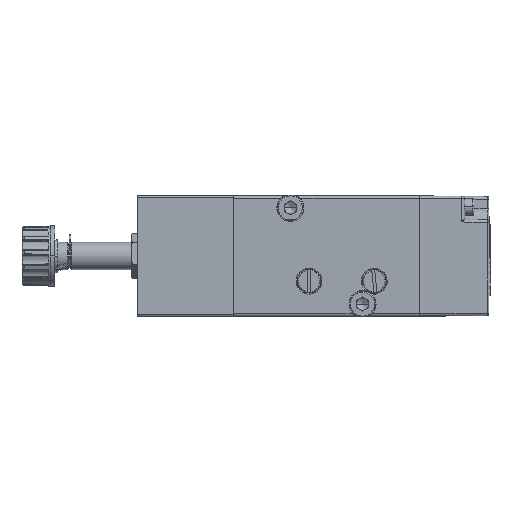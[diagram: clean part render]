
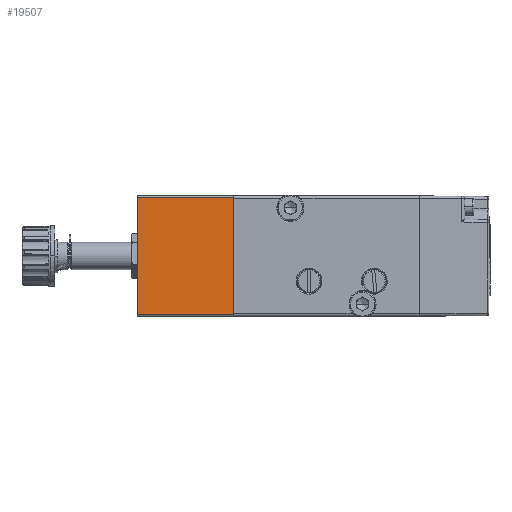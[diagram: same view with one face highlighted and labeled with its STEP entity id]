
A CAD part, top view. The second image highlights one B-rep face of the part: STEP entity #19507.
In plain terms, the highlighted planar face has unit normal (0, 0, 1).
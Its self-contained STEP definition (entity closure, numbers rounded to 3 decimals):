
#5416 = VERTEX_POINT ( 'NONE', #11551 ) ;
#6321 = DIRECTION ( 'NONE',  ( -1., 0., 0. ) ) ;
#7629 = FACE_OUTER_BOUND ( 'NONE', #44547, .T. ) ;
#10174 = ORIENTED_EDGE ( 'NONE', *, *, #39529, .F. ) ;
#10580 = VECTOR ( 'NONE', #64580, 1000. ) ;
#11551 = CARTESIAN_POINT ( 'NONE',  ( -63., 39.5, 25. ) ) ;
#16056 = VECTOR ( 'NONE', #6321, 1000. ) ;
#17198 = LINE ( 'NONE', #20019, #57527 ) ;
#18032 = LINE ( 'NONE', #65883, #10580 ) ;
#19507 = ADVANCED_FACE ( 'NONE', ( #7629 ), #23689, .F. ) ;
#20019 = CARTESIAN_POINT ( 'NONE',  ( -31., 39.5, 25. ) ) ;
#22011 = VECTOR ( 'NONE', #50091, 1000. ) ;
#22586 = ORIENTED_EDGE ( 'NONE', *, *, #37213, .F. ) ;
#22613 = EDGE_CURVE ( 'NONE', #45775, #5416, #18032, .T. ) ;
#22625 = DIRECTION ( 'NONE',  ( 0., 1., 0. ) ) ;
#22717 = DIRECTION ( 'NONE',  ( 0., 0., -1. ) ) ;
#22887 = CARTESIAN_POINT ( 'NONE',  ( -31., 40., 25. ) ) ;
#23662 = CARTESIAN_POINT ( 'NONE',  ( -31., 0.5, 25. ) ) ;
#23689 = PLANE ( 'NONE',  #43770 ) ;
#25662 = DIRECTION ( 'NONE',  ( 1., 0., 0. ) ) ;
#28497 = CARTESIAN_POINT ( 'NONE',  ( -31., 0.5, 25. ) ) ;
#30042 = CARTESIAN_POINT ( 'NONE',  ( -31., 39.5, 25. ) ) ;
#30574 = ORIENTED_EDGE ( 'NONE', *, *, #22613, .F. ) ;
#37213 = EDGE_CURVE ( 'NONE', #5416, #52596, #17198, .T. ) ;
#39529 = EDGE_CURVE ( 'NONE', #52596, #42825, #63734, .T. ) ;
#42825 = VERTEX_POINT ( 'NONE', #23662 ) ;
#43614 = LINE ( 'NONE', #28497, #16056 ) ;
#43770 = AXIS2_PLACEMENT_3D ( 'NONE', #22887, #22717, #22625 ) ;
#44547 = EDGE_LOOP ( 'NONE', ( #30574, #69134, #10174, #22586 ) ) ;
#45775 = VERTEX_POINT ( 'NONE', #50407 ) ;
#49868 = CARTESIAN_POINT ( 'NONE',  ( -31., 40., 25. ) ) ;
#50091 = DIRECTION ( 'NONE',  ( 0., -1., 0. ) ) ;
#50407 = CARTESIAN_POINT ( 'NONE',  ( -63., 0.5, 25. ) ) ;
#52596 = VERTEX_POINT ( 'NONE', #30042 ) ;
#57527 = VECTOR ( 'NONE', #25662, 1000. ) ;
#62816 = EDGE_CURVE ( 'NONE', #42825, #45775, #43614, .T. ) ;
#63734 = LINE ( 'NONE', #49868, #22011 ) ;
#64580 = DIRECTION ( 'NONE',  ( 0., 1., 0. ) ) ;
#65883 = CARTESIAN_POINT ( 'NONE',  ( -63., 40., 25. ) ) ;
#69134 = ORIENTED_EDGE ( 'NONE', *, *, #62816, .F. ) ;
